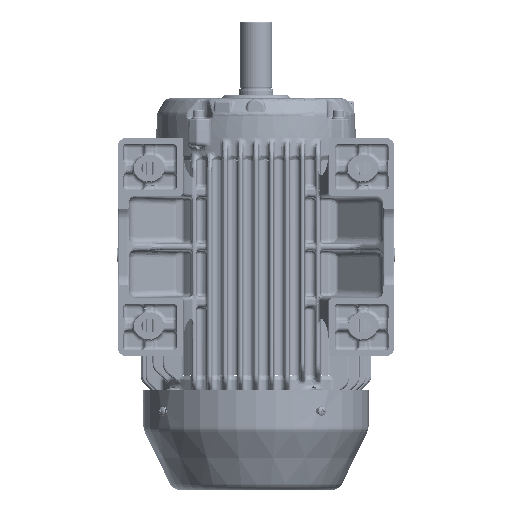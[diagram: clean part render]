
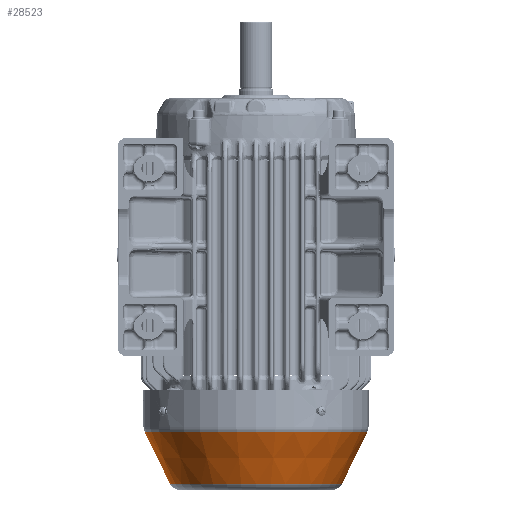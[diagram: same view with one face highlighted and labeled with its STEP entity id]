
A CAD part, front view. The second image highlights one B-rep face of the part: STEP entity #28523.
In plain terms, the highlighted conical face has half-angle 26 degrees and reference radius 76.488 mm.
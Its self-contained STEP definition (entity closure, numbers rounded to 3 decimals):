
#25133=CONICAL_SURFACE('',#96580,76.488,26.);
#28523=ADVANCED_FACE('',(#31064,#31065),#25133,.T.);
#31064=FACE_BOUND('',#34881,.T.);
#31065=FACE_BOUND('',#34882,.T.);
#34881=EDGE_LOOP('',(#52768));
#34882=EDGE_LOOP('',(#52769));
#52768=ORIENTED_EDGE('',*,*,#80236,.T.);
#52769=ORIENTED_EDGE('',*,*,#80237,.F.);
#67584=VERTEX_POINT('',#189315);
#67585=VERTEX_POINT('',#189317);
#80236=EDGE_CURVE('',#67584,#67584,#89033,.T.);
#80237=EDGE_CURVE('',#67585,#67585,#89034,.T.);
#89033=CIRCLE('',#96578,98.988);
#89034=CIRCLE('',#96579,76.488);
#96578=AXIS2_PLACEMENT_3D('',#189314,#112964,#112965);
#96579=AXIS2_PLACEMENT_3D('',#189316,#112966,#112967);
#96580=AXIS2_PLACEMENT_3D('',#189318,#112968,#112969);
#112964=DIRECTION('',(0.,0.,-1.));
#112965=DIRECTION('',(-1.,0.,0.));
#112966=DIRECTION('',(0.,0.,-1.));
#112967=DIRECTION('',(-1.,0.,0.));
#112968=DIRECTION('',(0.,0.,1.));
#112969=DIRECTION('',(1.,0.,0.));
#189314=CARTESIAN_POINT('',(0.,0.,-304.252));
#189315=CARTESIAN_POINT('',(-98.988,0.,-304.252));
#189316=CARTESIAN_POINT('',(0.,0.,-350.384));
#189317=CARTESIAN_POINT('',(-76.488,0.,-350.384));
#189318=CARTESIAN_POINT('',(0.,0.,-350.384));
